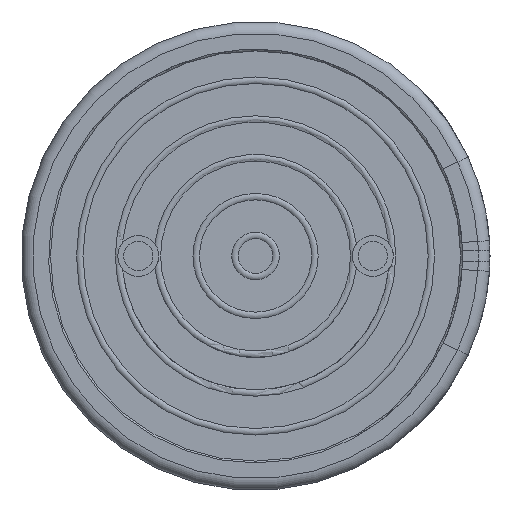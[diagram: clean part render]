
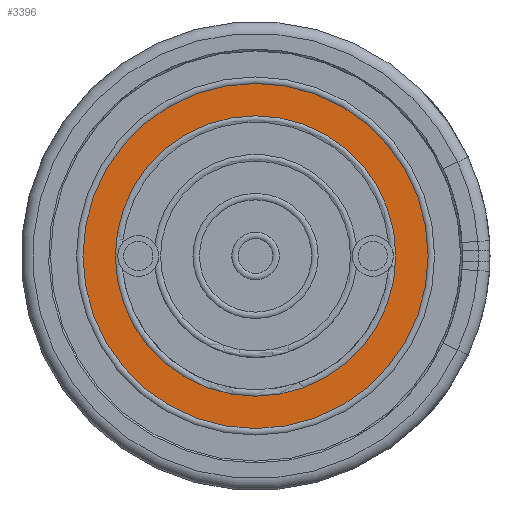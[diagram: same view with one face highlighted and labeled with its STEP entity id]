
A CAD part, front view. The second image highlights one B-rep face of the part: STEP entity #3396.
In plain terms, the highlighted planar face has unit normal (0, -1, 0).
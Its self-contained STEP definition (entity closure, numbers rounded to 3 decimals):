
#63=FACE_BOUND('',#507,.T.);
#243=PLANE('',#3775);
#364=FACE_OUTER_BOUND('',#506,.T.);
#506=EDGE_LOOP('',(#3054,#3055));
#507=EDGE_LOOP('',(#3056,#3057));
#1036=CIRCLE('',#3743,2.945);
#1037=CIRCLE('',#3744,2.945);
#1059=CIRCLE('',#3773,2.393);
#1060=CIRCLE('',#3774,2.393);
#1479=VERTEX_POINT('',#6604);
#1480=VERTEX_POINT('',#6605);
#1499=VERTEX_POINT('',#6658);
#1500=VERTEX_POINT('',#6659);
#2003=EDGE_CURVE('',#1479,#1480,#1036,.T.);
#2004=EDGE_CURVE('',#1480,#1479,#1037,.T.);
#2030=EDGE_CURVE('',#1499,#1500,#1059,.T.);
#2031=EDGE_CURVE('',#1500,#1499,#1060,.T.);
#3054=ORIENTED_EDGE('',*,*,#2003,.T.);
#3055=ORIENTED_EDGE('',*,*,#2004,.T.);
#3056=ORIENTED_EDGE('',*,*,#2030,.T.);
#3057=ORIENTED_EDGE('',*,*,#2031,.T.);
#3396=ADVANCED_FACE('',(#364,#63),#243,.T.);
#3743=AXIS2_PLACEMENT_3D('',#6606,#4556,#4557);
#3744=AXIS2_PLACEMENT_3D('',#6607,#4558,#4559);
#3773=AXIS2_PLACEMENT_3D('',#6660,#4620,#4621);
#3774=AXIS2_PLACEMENT_3D('',#6661,#4622,#4623);
#3775=AXIS2_PLACEMENT_3D('',#6663,#4625,#4626);
#4556=DIRECTION('center_axis',(0.,-1.,0.));
#4557=DIRECTION('ref_axis',(-1.,0.,0.));
#4558=DIRECTION('center_axis',(0.,-1.,0.));
#4559=DIRECTION('ref_axis',(-1.,0.,0.));
#4620=DIRECTION('center_axis',(0.,1.,0.));
#4621=DIRECTION('ref_axis',(-1.,0.,0.));
#4622=DIRECTION('center_axis',(0.,1.,0.));
#4623=DIRECTION('ref_axis',(-1.,0.,0.));
#4625=DIRECTION('center_axis',(0.,-1.,0.));
#4626=DIRECTION('ref_axis',(0.,0.,-1.));
#6604=CARTESIAN_POINT('',(-2.945,0.1,0.));
#6605=CARTESIAN_POINT('',(2.945,0.1,0.));
#6606=CARTESIAN_POINT('Origin',(0.,0.1,0.));
#6607=CARTESIAN_POINT('Origin',(0.,0.1,0.));
#6658=CARTESIAN_POINT('',(-2.393,0.1,0.));
#6659=CARTESIAN_POINT('',(2.393,0.1,0.));
#6660=CARTESIAN_POINT('Origin',(0.,0.1,0.));
#6661=CARTESIAN_POINT('Origin',(0.,0.1,0.));
#6663=CARTESIAN_POINT('Origin',(0.,0.1,0.));
